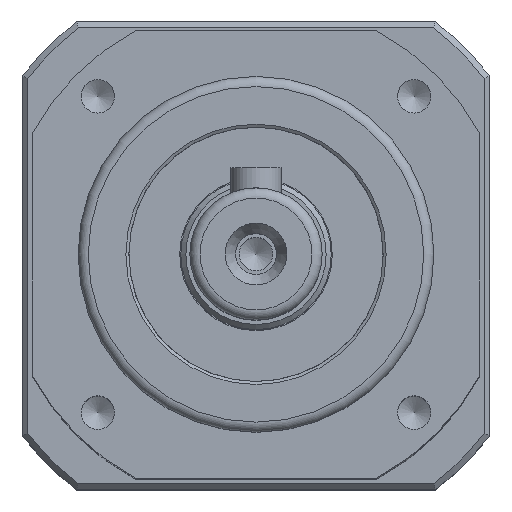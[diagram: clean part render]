
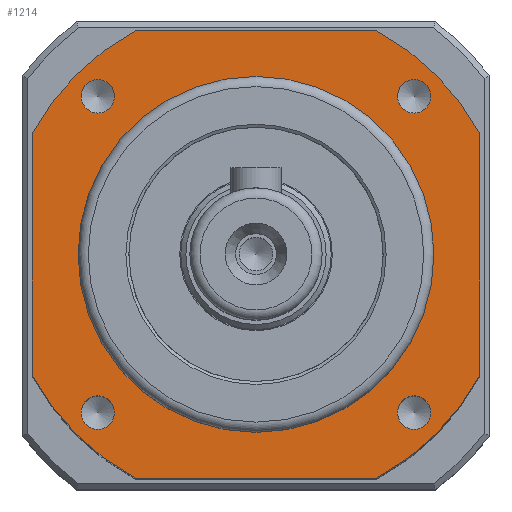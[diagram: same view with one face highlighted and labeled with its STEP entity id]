
A CAD part, top view. The second image highlights one B-rep face of the part: STEP entity #1214.
In plain terms, the highlighted planar face has unit normal (0, 0, 1).
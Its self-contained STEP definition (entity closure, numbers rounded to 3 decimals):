
#84=CARTESIAN_POINT('',(17.206,-15.556,0.));
#85=VERTEX_POINT('',#84);
#86=CARTESIAN_POINT('',(15.556,-15.556,0.));
#87=DIRECTION('',(0.0,0.0,1.0));
#88=DIRECTION('',(1.0,0.0,0.0));
#89=AXIS2_PLACEMENT_3D('',#86,#87,#88);
#90=CIRCLE('',#89,1.65);
#91=EDGE_CURVE('',#85,#85,#90,.T.);
#121=CARTESIAN_POINT('',(-13.906,-15.556,0.));
#122=VERTEX_POINT('',#121);
#123=CARTESIAN_POINT('',(-15.556,-15.556,0.));
#124=DIRECTION('',(0.0,0.0,1.0));
#125=DIRECTION('',(1.0,0.0,0.0));
#126=AXIS2_PLACEMENT_3D('',#123,#124,#125);
#127=CIRCLE('',#126,1.65);
#128=EDGE_CURVE('',#122,#122,#127,.T.);
#158=CARTESIAN_POINT('',(-13.906,15.556,0.));
#159=VERTEX_POINT('',#158);
#160=CARTESIAN_POINT('',(-15.556,15.556,0.));
#161=DIRECTION('',(0.0,0.0,1.0));
#162=DIRECTION('',(1.0,0.0,0.0));
#163=AXIS2_PLACEMENT_3D('',#160,#161,#162);
#164=CIRCLE('',#163,1.65);
#165=EDGE_CURVE('',#159,#159,#164,.T.);
#195=CARTESIAN_POINT('',(17.206,15.556,0.));
#196=VERTEX_POINT('',#195);
#197=CARTESIAN_POINT('',(15.556,15.556,0.));
#198=DIRECTION('',(0.0,0.0,1.0));
#199=DIRECTION('',(1.0,0.0,0.0));
#200=AXIS2_PLACEMENT_3D('',#197,#198,#199);
#201=CIRCLE('',#200,1.65);
#202=EDGE_CURVE('',#196,#196,#201,.T.);
#448=CARTESIAN_POINT('',(-17.5,0.0,0.0));
#449=VERTEX_POINT('',#448);
#450=CARTESIAN_POINT('',(0.0,0.0,0.0));
#451=DIRECTION('',(0.0,0.0,1.0));
#452=DIRECTION('',(1.0,0.0,0.0));
#453=AXIS2_PLACEMENT_3D('',#450,#451,#452);
#454=CIRCLE('',#453,17.5);
#455=EDGE_CURVE('',#449,#449,#454,.T.);
#1124=CARTESIAN_POINT('',(22.0,-22.,0.0));
#1125=DIRECTION('',(0.0,0.0,1.0));
#1126=DIRECTION('',(1.0,0.0,0.0));
#1127=AXIS2_PLACEMENT_3D('',#1124,#1125,#1126);
#1128=PLANE('',#1127);
#1129=CARTESIAN_POINT('',(22.0,-11.874,0.0));
#1130=VERTEX_POINT('',#1129);
#1131=CARTESIAN_POINT('',(22.,11.874,0.0));
#1132=VERTEX_POINT('',#1131);
#1133=CARTESIAN_POINT('',(22.,-11.874,0.0));
#1134=DIRECTION('',(0.0,1.0,0.0));
#1135=VECTOR('',#1134,23.749);
#1136=LINE('',#1133,#1135);
#1137=EDGE_CURVE('',#1130,#1132,#1136,.T.);
#1138=ORIENTED_EDGE('',*,*,#1137,.T.);
#1139=CARTESIAN_POINT('',(11.874,22.,0.0));
#1140=VERTEX_POINT('',#1139);
#1141=CARTESIAN_POINT('',(0.0,0.0,0.0));
#1142=DIRECTION('',(0.0,0.0,1.0));
#1143=DIRECTION('',(1.0,0.0,0.0));
#1144=AXIS2_PLACEMENT_3D('',#1141,#1142,#1143);
#1145=CIRCLE('',#1144,25.0);
#1146=EDGE_CURVE('',#1132,#1140,#1145,.T.);
#1147=ORIENTED_EDGE('',*,*,#1146,.T.);
#1148=CARTESIAN_POINT('',(-11.874,22.,0.0));
#1149=VERTEX_POINT('',#1148);
#1150=CARTESIAN_POINT('',(11.874,22.,0.0));
#1151=DIRECTION('',(-1.0,0.0,0.0));
#1152=VECTOR('',#1151,23.749);
#1153=LINE('',#1150,#1152);
#1154=EDGE_CURVE('',#1140,#1149,#1153,.T.);
#1155=ORIENTED_EDGE('',*,*,#1154,.T.);
#1156=CARTESIAN_POINT('',(-22.,11.874,0.0));
#1157=VERTEX_POINT('',#1156);
#1158=CARTESIAN_POINT('',(0.0,0.0,0.0));
#1159=DIRECTION('',(0.0,0.0,1.0));
#1160=DIRECTION('',(1.0,0.0,0.0));
#1161=AXIS2_PLACEMENT_3D('',#1158,#1159,#1160);
#1162=CIRCLE('',#1161,25.0);
#1163=EDGE_CURVE('',#1149,#1157,#1162,.T.);
#1164=ORIENTED_EDGE('',*,*,#1163,.T.);
#1165=CARTESIAN_POINT('',(-22.0,-11.874,0.0));
#1166=VERTEX_POINT('',#1165);
#1167=CARTESIAN_POINT('',(-22.,11.874,0.0));
#1168=DIRECTION('',(0.0,-1.0,0.0));
#1169=VECTOR('',#1168,23.749);
#1170=LINE('',#1167,#1169);
#1171=EDGE_CURVE('',#1157,#1166,#1170,.T.);
#1172=ORIENTED_EDGE('',*,*,#1171,.T.);
#1173=CARTESIAN_POINT('',(-11.874,-22.,0.0));
#1174=VERTEX_POINT('',#1173);
#1175=CARTESIAN_POINT('',(0.0,0.0,0.0));
#1176=DIRECTION('',(0.0,0.0,1.0));
#1177=DIRECTION('',(1.0,0.0,0.0));
#1178=AXIS2_PLACEMENT_3D('',#1175,#1176,#1177);
#1179=CIRCLE('',#1178,25.0);
#1180=EDGE_CURVE('',#1166,#1174,#1179,.T.);
#1181=ORIENTED_EDGE('',*,*,#1180,.T.);
#1182=CARTESIAN_POINT('',(11.874,-22.,0.0));
#1183=VERTEX_POINT('',#1182);
#1184=CARTESIAN_POINT('',(-11.874,-22.,0.0));
#1185=DIRECTION('',(1.0,0.0,0.0));
#1186=VECTOR('',#1185,23.749);
#1187=LINE('',#1184,#1186);
#1188=EDGE_CURVE('',#1174,#1183,#1187,.T.);
#1189=ORIENTED_EDGE('',*,*,#1188,.T.);
#1190=CARTESIAN_POINT('',(0.0,0.0,0.0));
#1191=DIRECTION('',(0.0,0.0,1.0));
#1192=DIRECTION('',(1.0,0.0,0.0));
#1193=AXIS2_PLACEMENT_3D('',#1190,#1191,#1192);
#1194=CIRCLE('',#1193,25.0);
#1195=EDGE_CURVE('',#1183,#1130,#1194,.T.);
#1196=ORIENTED_EDGE('',*,*,#1195,.T.);
#1197=EDGE_LOOP('',(#1138,#1147,#1155,#1164,#1172,#1181,#1189,#1196));
#1198=FACE_OUTER_BOUND('',#1197,.T.);
#1199=ORIENTED_EDGE('',*,*,#128,.F.);
#1200=EDGE_LOOP('',(#1199));
#1201=FACE_BOUND('',#1200,.T.);
#1202=ORIENTED_EDGE('',*,*,#165,.F.);
#1203=EDGE_LOOP('',(#1202));
#1204=FACE_BOUND('',#1203,.T.);
#1205=ORIENTED_EDGE('',*,*,#202,.F.);
#1206=EDGE_LOOP('',(#1205));
#1207=FACE_BOUND('',#1206,.T.);
#1208=ORIENTED_EDGE('',*,*,#455,.F.);
#1209=EDGE_LOOP('',(#1208));
#1210=FACE_BOUND('',#1209,.T.);
#1211=ORIENTED_EDGE('',*,*,#91,.F.);
#1212=EDGE_LOOP('',(#1211));
#1213=FACE_BOUND('',#1212,.T.);
#1214=ADVANCED_FACE('',(#1198,#1201,#1204,#1207,#1210,#1213),#1128,.T.);
